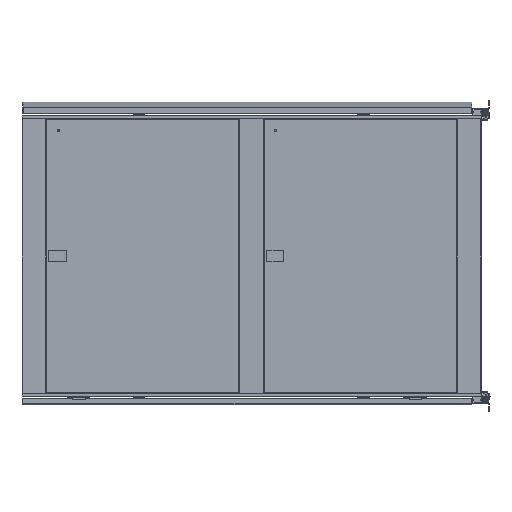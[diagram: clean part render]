
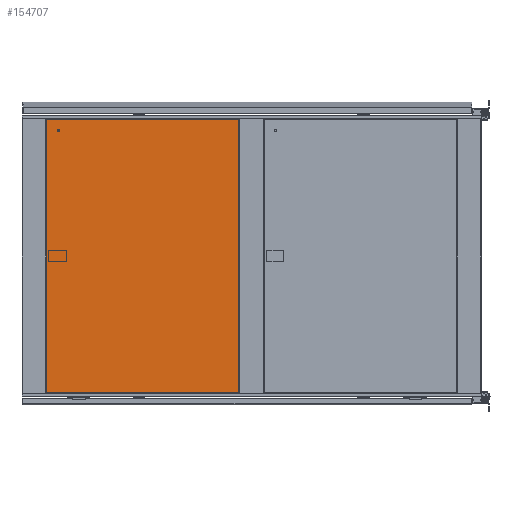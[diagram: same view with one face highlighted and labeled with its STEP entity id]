
A CAD part, left-side view. The second image highlights one B-rep face of the part: STEP entity #154707.
In plain terms, the highlighted face is planar.
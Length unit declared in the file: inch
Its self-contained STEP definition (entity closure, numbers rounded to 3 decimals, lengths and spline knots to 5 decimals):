
#131 = VERTEX_POINT ( 'NONE', #168392 ) ;
#6240 = LINE ( 'NONE', #159290, #178821 ) ;
#8432 = VERTEX_POINT ( 'NONE', #103181 ) ;
#9533 = VECTOR ( 'NONE', #177485, 39.37008 ) ;
#11986 = VERTEX_POINT ( 'NONE', #114752 ) ;
#14865 = EDGE_CURVE ( 'NONE', #8432, #11986, #92775, .T. ) ;
#15114 = VECTOR ( 'NONE', #91138, 39.37008 ) ;
#20145 = ORIENTED_EDGE ( 'NONE', *, *, #14865, .T. ) ;
#22018 = DIRECTION ( 'NONE',  ( 0., 0., 1. ) ) ;
#22682 = VERTEX_POINT ( 'NONE', #150511 ) ;
#25588 = EDGE_LOOP ( 'NONE', ( #162443, #20145, #73095, #162740 ) ) ;
#29645 = CARTESIAN_POINT ( 'NONE',  ( 22.94291, -16.12008, 0.04724 ) ) ;
#40232 = EDGE_CURVE ( 'NONE', #131, #22682, #76629, .T. ) ;
#50982 = AXIS2_PLACEMENT_3D ( 'NONE', #105768, #22018, #132164 ) ;
#73095 = ORIENTED_EDGE ( 'NONE', *, *, #132763, .T. ) ;
#75566 = DIRECTION ( 'NONE',  ( -1., 0., 0. ) ) ;
#76629 = LINE ( 'NONE', #173133, #15114 ) ;
#85274 = DIRECTION ( 'NONE',  ( 1., 0., 0. ) ) ;
#91138 = DIRECTION ( 'NONE',  ( 0., -1., 0. ) ) ;
#92775 = LINE ( 'NONE', #93689, #9533 ) ;
#93689 = CARTESIAN_POINT ( 'NONE',  ( 22.89173, -16.17126, 0.04724 ) ) ;
#103181 = CARTESIAN_POINT ( 'NONE',  ( 22.89173, -16.12008, 0.04724 ) ) ;
#105768 = CARTESIAN_POINT ( 'NONE',  ( 22.94291, -16.17126, 0.04724 ) ) ;
#112526 = LINE ( 'NONE', #29645, #124434 ) ;
#114005 = PLANE ( 'NONE',  #50982 ) ;
#114752 = CARTESIAN_POINT ( 'NONE',  ( 22.89173, 16.12008, 0.04724 ) ) ;
#124434 = VECTOR ( 'NONE', #85274, 39.37008 ) ;
#130617 = EDGE_CURVE ( 'NONE', #22682, #8432, #112526, .T. ) ;
#132164 = DIRECTION ( 'NONE',  ( 1., 0., 0. ) ) ;
#132763 = EDGE_CURVE ( 'NONE', #11986, #131, #6240, .T. ) ;
#150511 = CARTESIAN_POINT ( 'NONE',  ( -22.89173, -16.12008, 0.04724 ) ) ;
#154707 = ADVANCED_FACE ( 'NONE', ( #172326 ), #114005, .T. ) ;
#159290 = CARTESIAN_POINT ( 'NONE',  ( 22.94291, 16.12008, 0.04724 ) ) ;
#162443 = ORIENTED_EDGE ( 'NONE', *, *, #130617, .T. ) ;
#162740 = ORIENTED_EDGE ( 'NONE', *, *, #40232, .T. ) ;
#168392 = CARTESIAN_POINT ( 'NONE',  ( -22.89173, 16.12008, 0.04724 ) ) ;
#172326 = FACE_OUTER_BOUND ( 'NONE', #25588, .T. ) ;
#173133 = CARTESIAN_POINT ( 'NONE',  ( -22.89173, -16.17126, 0.04724 ) ) ;
#177485 = DIRECTION ( 'NONE',  ( 0., 1., 0. ) ) ;
#178821 = VECTOR ( 'NONE', #75566, 39.37008 ) ;
